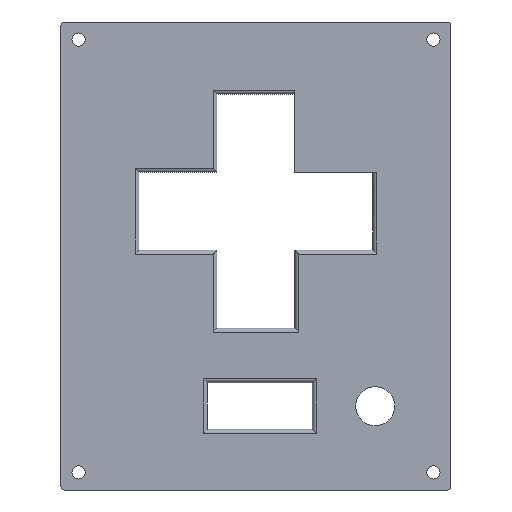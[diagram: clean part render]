
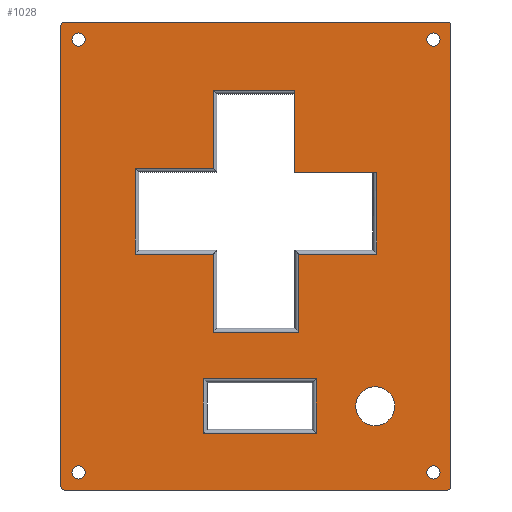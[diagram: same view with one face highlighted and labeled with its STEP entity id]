
A CAD part, front view. The second image highlights one B-rep face of the part: STEP entity #1028.
In plain terms, the highlighted planar face has unit normal (0, -1, 0).
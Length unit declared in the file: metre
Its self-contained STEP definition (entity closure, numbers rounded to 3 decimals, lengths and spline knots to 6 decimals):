
#63=PLANE('',#1124);
#66=LINE('',#1516,#160);
#70=LINE('',#1528,#164);
#74=LINE('',#1540,#168);
#96=LINE('',#1591,#190);
#99=LINE('',#1597,#193);
#126=LINE('',#1677,#220);
#144=LINE('',#1715,#238);
#145=LINE('',#1718,#239);
#146=LINE('',#1720,#240);
#147=LINE('',#1722,#241);
#148=LINE('',#1723,#242);
#149=LINE('',#1725,#243);
#150=LINE('',#1727,#244);
#151=LINE('',#1729,#245);
#152=LINE('',#1731,#246);
#153=LINE('',#1733,#247);
#154=LINE('',#1735,#248);
#155=LINE('',#1737,#249);
#156=LINE('',#1739,#250);
#157=LINE('',#1741,#251);
#160=VECTOR('',#1197,1.);
#164=VECTOR('',#1209,1.);
#168=VECTOR('',#1221,1.);
#190=VECTOR('',#1263,1.);
#193=VECTOR('',#1268,1.);
#220=VECTOR('',#1347,1.);
#238=VECTOR('',#1371,1.);
#239=VECTOR('',#1372,1.);
#240=VECTOR('',#1373,1.);
#241=VECTOR('',#1374,1.);
#242=VECTOR('',#1375,1.);
#243=VECTOR('',#1376,1.);
#244=VECTOR('',#1377,1.);
#245=VECTOR('',#1378,1.);
#246=VECTOR('',#1379,1.);
#247=VECTOR('',#1380,1.);
#248=VECTOR('',#1381,1.);
#249=VECTOR('',#1382,1.);
#250=VECTOR('',#1383,1.);
#251=VECTOR('',#1384,1.);
#389=ORIENTED_EDGE('',*,*,#641,.T.);
#390=ORIENTED_EDGE('',*,*,#642,.T.);
#391=ORIENTED_EDGE('',*,*,#643,.T.);
#392=ORIENTED_EDGE('',*,*,#644,.T.);
#393=ORIENTED_EDGE('',*,*,#619,.T.);
#394=ORIENTED_EDGE('',*,*,#617,.T.);
#395=ORIENTED_EDGE('',*,*,#615,.T.);
#396=ORIENTED_EDGE('',*,*,#613,.T.);
#397=ORIENTED_EDGE('',*,*,#611,.T.);
#398=ORIENTED_EDGE('',*,*,#645,.T.);
#399=ORIENTED_EDGE('',*,*,#584,.F.);
#400=ORIENTED_EDGE('',*,*,#581,.T.);
#401=ORIENTED_EDGE('',*,*,#646,.T.);
#402=ORIENTED_EDGE('',*,*,#647,.T.);
#403=ORIENTED_EDGE('',*,*,#648,.T.);
#404=ORIENTED_EDGE('',*,*,#649,.T.);
#405=ORIENTED_EDGE('',*,*,#650,.T.);
#406=ORIENTED_EDGE('',*,*,#651,.T.);
#407=ORIENTED_EDGE('',*,*,#652,.T.);
#408=ORIENTED_EDGE('',*,*,#653,.T.);
#409=ORIENTED_EDGE('',*,*,#654,.T.);
#410=ORIENTED_EDGE('',*,*,#540,.F.);
#411=ORIENTED_EDGE('',*,*,#622,.F.);
#412=ORIENTED_EDGE('',*,*,#559,.F.);
#413=ORIENTED_EDGE('',*,*,#556,.F.);
#414=ORIENTED_EDGE('',*,*,#553,.F.);
#415=ORIENTED_EDGE('',*,*,#550,.F.);
#416=ORIENTED_EDGE('',*,*,#547,.F.);
#417=ORIENTED_EDGE('',*,*,#544,.F.);
#540=EDGE_CURVE('',#684,#685,#774,.T.);
#544=EDGE_CURVE('',#685,#688,#66,.T.);
#547=EDGE_CURVE('',#688,#690,#776,.T.);
#550=EDGE_CURVE('',#690,#692,#70,.T.);
#553=EDGE_CURVE('',#692,#694,#778,.T.);
#556=EDGE_CURVE('',#694,#696,#74,.T.);
#559=EDGE_CURVE('',#696,#698,#780,.T.);
#581=EDGE_CURVE('',#713,#714,#96,.T.);
#584=EDGE_CURVE('',#713,#717,#99,.T.);
#611=EDGE_CURVE('',#735,#735,#785,.T.);
#613=EDGE_CURVE('',#737,#737,#787,.T.);
#615=EDGE_CURVE('',#739,#739,#789,.T.);
#617=EDGE_CURVE('',#741,#741,#791,.T.);
#619=EDGE_CURVE('',#743,#743,#793,.T.);
#622=EDGE_CURVE('',#698,#684,#126,.T.);
#641=EDGE_CURVE('',#761,#762,#144,.F.);
#642=EDGE_CURVE('',#762,#763,#145,.F.);
#643=EDGE_CURVE('',#763,#764,#146,.T.);
#644=EDGE_CURVE('',#764,#761,#147,.T.);
#645=EDGE_CURVE('',#765,#717,#148,.T.);
#646=EDGE_CURVE('',#714,#766,#149,.F.);
#647=EDGE_CURVE('',#766,#767,#150,.F.);
#648=EDGE_CURVE('',#767,#768,#151,.F.);
#649=EDGE_CURVE('',#768,#769,#152,.F.);
#650=EDGE_CURVE('',#769,#770,#153,.T.);
#651=EDGE_CURVE('',#770,#771,#154,.F.);
#652=EDGE_CURVE('',#771,#772,#155,.T.);
#653=EDGE_CURVE('',#772,#773,#156,.T.);
#654=EDGE_CURVE('',#773,#765,#157,.T.);
#684=VERTEX_POINT('',#1508);
#685=VERTEX_POINT('',#1509);
#688=VERTEX_POINT('',#1517);
#690=VERTEX_POINT('',#1523);
#692=VERTEX_POINT('',#1529);
#694=VERTEX_POINT('',#1535);
#696=VERTEX_POINT('',#1541);
#698=VERTEX_POINT('',#1547);
#713=VERTEX_POINT('',#1587);
#714=VERTEX_POINT('',#1590);
#717=VERTEX_POINT('',#1598);
#735=VERTEX_POINT('',#1652);
#737=VERTEX_POINT('',#1657);
#739=VERTEX_POINT('',#1662);
#741=VERTEX_POINT('',#1667);
#743=VERTEX_POINT('',#1672);
#761=VERTEX_POINT('',#1716);
#762=VERTEX_POINT('',#1717);
#763=VERTEX_POINT('',#1719);
#764=VERTEX_POINT('',#1721);
#765=VERTEX_POINT('',#1724);
#766=VERTEX_POINT('',#1726);
#767=VERTEX_POINT('',#1728);
#768=VERTEX_POINT('',#1730);
#769=VERTEX_POINT('',#1732);
#770=VERTEX_POINT('',#1734);
#771=VERTEX_POINT('',#1736);
#772=VERTEX_POINT('',#1738);
#773=VERTEX_POINT('',#1740);
#774=CIRCLE('',#1074,0.000773);
#776=CIRCLE('',#1078,0.000773);
#778=CIRCLE('',#1082,0.000773);
#780=CIRCLE('',#1086,0.000773);
#785=CIRCLE('',#1107,0.005);
#787=CIRCLE('',#1110,0.0017);
#789=CIRCLE('',#1113,0.0017);
#791=CIRCLE('',#1116,0.0017);
#793=CIRCLE('',#1119,0.0017);
#837=EDGE_LOOP('',(#389,#390,#391,#392));
#838=EDGE_LOOP('',(#393));
#839=EDGE_LOOP('',(#394));
#840=EDGE_LOOP('',(#395));
#841=EDGE_LOOP('',(#396));
#842=EDGE_LOOP('',(#397));
#843=EDGE_LOOP('',(#398,#399,#400,#401,#402,#403,#404,#405,#406,#407,#408,
#409));
#844=EDGE_LOOP('',(#410,#411,#412,#413,#414,#415,#416,#417));
#919=FACE_BOUND('',#837,.T.);
#920=FACE_BOUND('',#838,.T.);
#921=FACE_BOUND('',#839,.T.);
#922=FACE_BOUND('',#840,.T.);
#923=FACE_BOUND('',#841,.T.);
#924=FACE_BOUND('',#842,.T.);
#925=FACE_BOUND('',#843,.T.);
#926=FACE_BOUND('',#844,.T.);
#1028=ADVANCED_FACE('',(#919,#920,#921,#922,#923,#924,#925,#926),#63,.F.);
#1074=AXIS2_PLACEMENT_3D('',#1507,#1189,#1190);
#1078=AXIS2_PLACEMENT_3D('',#1522,#1202,#1203);
#1082=AXIS2_PLACEMENT_3D('',#1534,#1214,#1215);
#1086=AXIS2_PLACEMENT_3D('',#1546,#1226,#1227);
#1107=AXIS2_PLACEMENT_3D('',#1651,#1315,#1316);
#1110=AXIS2_PLACEMENT_3D('',#1656,#1321,#1322);
#1113=AXIS2_PLACEMENT_3D('',#1661,#1327,#1328);
#1116=AXIS2_PLACEMENT_3D('',#1666,#1333,#1334);
#1119=AXIS2_PLACEMENT_3D('',#1671,#1339,#1340);
#1124=AXIS2_PLACEMENT_3D('',#1714,#1369,#1370);
#1189=DIRECTION('',(0.,1.,0.));
#1190=DIRECTION('',(1.,0.,0.));
#1197=DIRECTION('',(0.,0.,-1.));
#1202=DIRECTION('',(0.,1.,0.));
#1203=DIRECTION('',(1.,0.,0.));
#1209=DIRECTION('',(-1.,0.,0.));
#1214=DIRECTION('',(0.,1.,0.));
#1215=DIRECTION('',(1.,0.,0.));
#1221=DIRECTION('',(0.,0.,1.));
#1226=DIRECTION('',(0.,1.,0.));
#1227=DIRECTION('',(1.,0.,0.));
#1263=DIRECTION('',(1.,0.,0.));
#1268=DIRECTION('',(0.,0.,1.));
#1315=DIRECTION('',(0.,1.,0.));
#1316=DIRECTION('',(1.,0.,0.));
#1321=DIRECTION('',(0.,1.,0.));
#1322=DIRECTION('',(1.,0.,0.));
#1327=DIRECTION('',(0.,1.,0.));
#1328=DIRECTION('',(1.,0.,0.));
#1333=DIRECTION('',(0.,1.,0.));
#1334=DIRECTION('',(1.,0.,0.));
#1339=DIRECTION('',(0.,1.,0.));
#1340=DIRECTION('',(1.,0.,0.));
#1347=DIRECTION('',(1.,0.,0.));
#1369=DIRECTION('',(0.,1.,0.));
#1370=DIRECTION('',(1.,0.,0.));
#1371=DIRECTION('',(1.,0.,0.));
#1372=DIRECTION('',(0.,0.,-1.));
#1373=DIRECTION('',(1.,0.,0.));
#1374=DIRECTION('',(0.,0.,-1.));
#1375=DIRECTION('',(1.,0.,0.));
#1376=DIRECTION('',(0.,0.,1.));
#1377=DIRECTION('',(1.,0.,0.));
#1378=DIRECTION('',(0.,0.,1.));
#1379=DIRECTION('',(1.,0.,0.));
#1380=DIRECTION('',(0.,0.,1.));
#1381=DIRECTION('',(1.,0.,0.));
#1382=DIRECTION('',(0.,0.,1.));
#1383=DIRECTION('',(1.,0.,0.));
#1384=DIRECTION('',(0.,0.,1.));
#1507=CARTESIAN_POINT('',(0.049227,0.013,0.059227));
#1508=CARTESIAN_POINT('',(0.049227,0.013,0.06));
#1509=CARTESIAN_POINT('',(0.05,0.013,0.059227));
#1516=CARTESIAN_POINT('',(0.05,0.013,0.));
#1517=CARTESIAN_POINT('',(0.05,0.013,-0.059227));
#1522=CARTESIAN_POINT('',(0.049227,0.013,-0.059227));
#1523=CARTESIAN_POINT('',(0.049227,0.013,-0.06));
#1528=CARTESIAN_POINT('',(0.,0.013,-0.06));
#1529=CARTESIAN_POINT('',(-0.049227,0.013,-0.06));
#1534=CARTESIAN_POINT('',(-0.049227,0.013,-0.059227));
#1535=CARTESIAN_POINT('',(-0.05,0.013,-0.059227));
#1540=CARTESIAN_POINT('',(-0.05,0.013,0.));
#1541=CARTESIAN_POINT('',(-0.05,0.013,0.059227));
#1546=CARTESIAN_POINT('',(-0.049227,0.013,0.059227));
#1547=CARTESIAN_POINT('',(-0.049227,0.013,0.06));
#1587=CARTESIAN_POINT('',(0.01,0.013,0.021477));
#1590=CARTESIAN_POINT('',(0.031,0.013,0.021477));
#1591=CARTESIAN_POINT('',(0.02,0.013,0.021477));
#1597=CARTESIAN_POINT('',(0.01,0.013,0.031477));
#1598=CARTESIAN_POINT('',(0.01,0.013,0.042477));
#1651=CARTESIAN_POINT('',(0.030567,0.013,-0.038523));
#1652=CARTESIAN_POINT('',(0.035567,0.013,-0.038523));
#1656=CARTESIAN_POINT('',(-0.0455,0.013,-0.0555));
#1657=CARTESIAN_POINT('',(-0.0438,0.013,-0.0555));
#1661=CARTESIAN_POINT('',(-0.0455,0.013,0.0555));
#1662=CARTESIAN_POINT('',(-0.0438,0.013,0.0555));
#1666=CARTESIAN_POINT('',(0.0455,0.013,0.0555));
#1667=CARTESIAN_POINT('',(0.0472,0.013,0.0555));
#1671=CARTESIAN_POINT('',(0.0455,0.013,-0.0555));
#1672=CARTESIAN_POINT('',(0.0472,0.013,-0.0555));
#1677=CARTESIAN_POINT('',(0.,0.013,0.06));
#1714=CARTESIAN_POINT('',(0.,0.013,0.));
#1715=CARTESIAN_POINT('',(0.,0.013,-0.045473));
#1716=CARTESIAN_POINT('',(0.015482,0.013,-0.045473));
#1717=CARTESIAN_POINT('',(-0.013518,0.013,-0.045473));
#1718=CARTESIAN_POINT('',(-0.013518,0.013,0.));
#1719=CARTESIAN_POINT('',(-0.013518,0.013,-0.031473));
#1720=CARTESIAN_POINT('',(0.014482,0.013,-0.031473));
#1721=CARTESIAN_POINT('',(0.015482,0.013,-0.031473));
#1722=CARTESIAN_POINT('',(0.015482,0.013,-0.044473));
#1723=CARTESIAN_POINT('',(0.01,0.013,0.042477));
#1724=CARTESIAN_POINT('',(-0.011,0.013,0.042477));
#1725=CARTESIAN_POINT('',(0.031,0.013,0.));
#1726=CARTESIAN_POINT('',(0.031,0.013,0.000477));
#1727=CARTESIAN_POINT('',(0.,0.013,0.000477));
#1728=CARTESIAN_POINT('',(0.011,0.013,0.000477));
#1729=CARTESIAN_POINT('',(0.011,0.013,0.));
#1730=CARTESIAN_POINT('',(0.011,0.013,-0.019523));
#1731=CARTESIAN_POINT('',(0.,0.013,-0.019523));
#1732=CARTESIAN_POINT('',(-0.011,0.013,-0.019523));
#1733=CARTESIAN_POINT('',(-0.011,0.013,0.001477));
#1734=CARTESIAN_POINT('',(-0.011,0.013,0.000477));
#1735=CARTESIAN_POINT('',(0.,0.013,0.000477));
#1736=CARTESIAN_POINT('',(-0.031,0.013,0.000477));
#1737=CARTESIAN_POINT('',(-0.031,0.013,0.021477));
#1738=CARTESIAN_POINT('',(-0.031,0.013,0.022477));
#1739=CARTESIAN_POINT('',(-0.01,0.013,0.022477));
#1740=CARTESIAN_POINT('',(-0.011,0.013,0.022477));
#1741=CARTESIAN_POINT('',(-0.011,0.013,0.041477));
